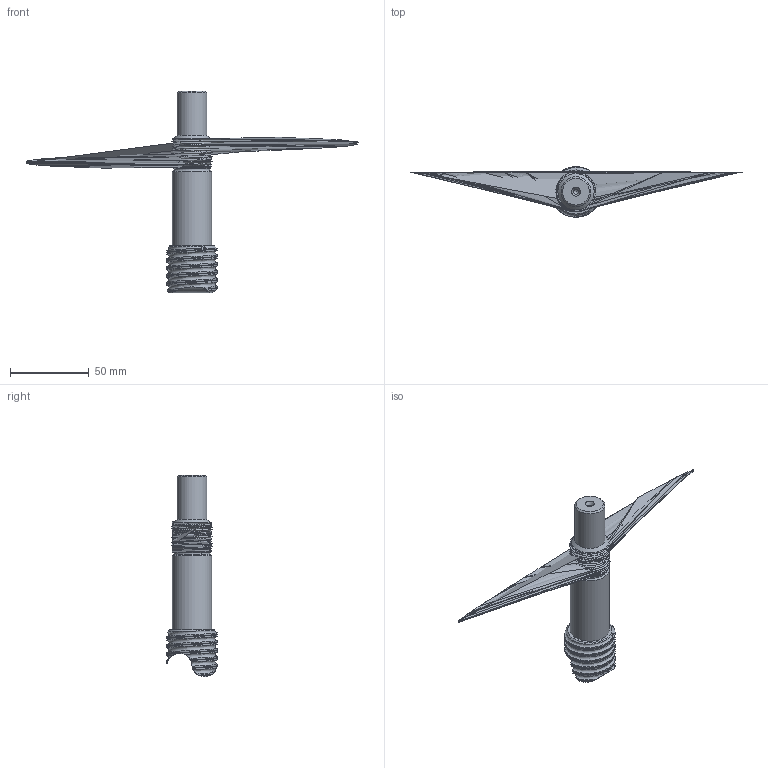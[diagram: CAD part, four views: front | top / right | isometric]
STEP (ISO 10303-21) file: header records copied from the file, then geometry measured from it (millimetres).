
FILE_DESCRIPTION(('HOOPS Exchange Step'),'2;1');
FILE_NAME('export-2AFC8F43-FA16-4BFE-8DF0-0852C6C28A17.stp','2022-02-11T14:02:46+01:00',('Engineering'),('Alibre'),'HOOPS Exchange 2021.0','Alibre','Unknown authorisation');
FILE_SCHEMA( ('AP242_MANAGED_MODEL_BASED_3D_ENGINEERING_MIM_LF {1 0 10303 442 1 1 4 }') );
Length unit declared in the file: millimetre
Products named in the file (1): 8125 BK-FK 25 Ballscrew End Machining Fixed side
Bounding box: 210.75 x 32 x 127.83 mm (x, y, z)
Volume: 48582.6 mm3; surface area: 14950.8 mm2
Topology: 1 solids, 1 shells, 62 faces, 176 edges, 114 vertices
Faces by surface type: cylinder 31, bspline 20, cone 7, plane 4
Full cylindrical faces by diameter (mm): 3.15 x1, 19 x1, 22.9 x1, 25 x1, 32 x4
Entity records: 28066 total; most frequent: CARTESIAN_POINT 26730, ORIENTED_EDGE 342, EDGE_CURVE 171, DIRECTION 162, B_SPLINE_CURVE_WITH_KNOTS 123, VERTEX_POINT 114, AXIS2_PLACEMENT_3D 70, EDGE_LOOP 65
